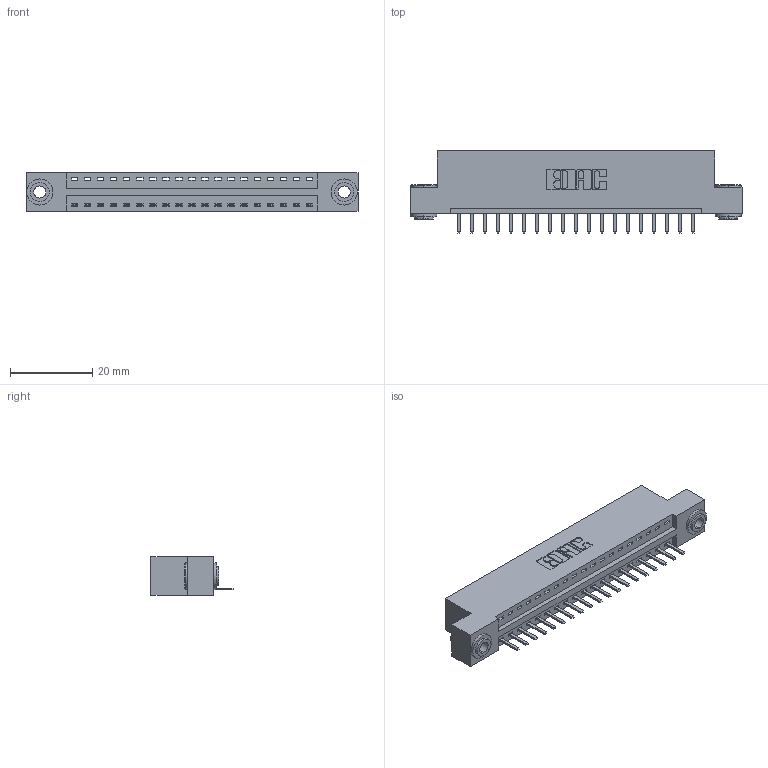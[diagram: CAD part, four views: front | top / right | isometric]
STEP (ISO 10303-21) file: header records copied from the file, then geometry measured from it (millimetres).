
FILE_DESCRIPTION (( 'STEP AP203' ), '1' );
FILE_NAME ('346-019-520-103.STEP', '2018-08-20T09:33:13', ( '' ), ( '' ), 'SwSTEP 2.0', 'SolidWorks 2016', '' );
FILE_SCHEMA (( 'CONFIG_CONTROL_DESIGN' ));
Length unit declared in the file: inch
Products named in the file (4): 346-019-520-103; 346 Part_Flush Mounting Lugs - 0.156 Dia-TH; 345-292-001_345-293-120; 345-250-002_345-250-002-102
Assembly tree (22 placements, depth 2):
  346-019-520-103
    346 Part_Flush Mounting Lugs - 0.156 Dia-TH
    345-292-001_345-293-120  x19
    345-250-002_345-250-002-102  x2
Bounding box: 80.9 x 20.02 x 9.4 mm (x, y, z)
Volume: 7550.1 mm3; surface area: 9225.2 mm2
Topology: 22 solids, 22 shells, 1338 faces, 3901 edges, 2546 vertices
Faces by surface type: plane 884, cylinder 446, cone 8
Entity records: 15652 total; most frequent: CARTESIAN_POINT 2680, ORIENTED_EDGE 2614, DIRECTION 2411, EDGE_CURVE 1307, LINE 1071, VECTOR 1071, VERTEX_POINT 866, AXIS2_PLACEMENT_3D 670
